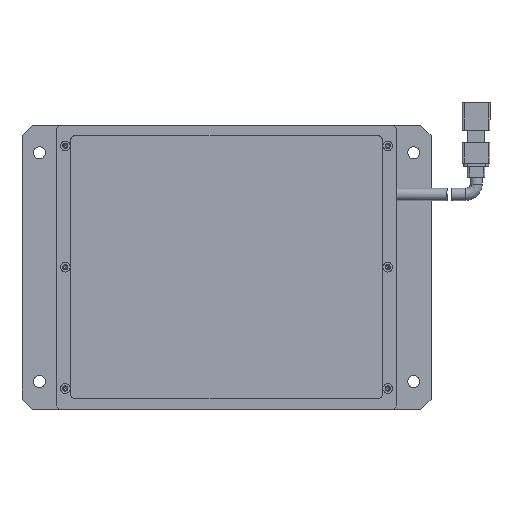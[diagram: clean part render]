
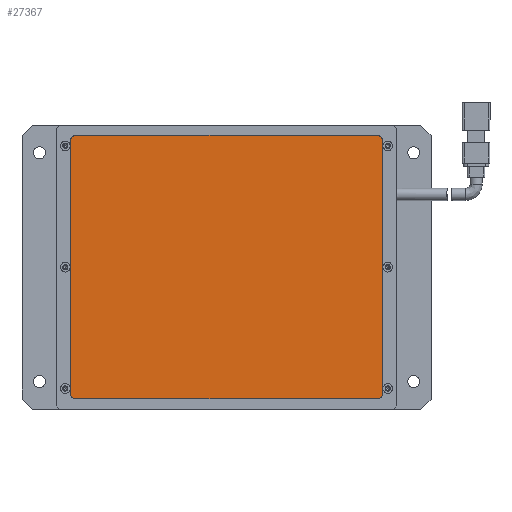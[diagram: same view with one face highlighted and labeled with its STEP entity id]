
A CAD part, top view. The second image highlights one B-rep face of the part: STEP entity #27367.
In plain terms, the highlighted planar face has unit normal (0, 0, 1).
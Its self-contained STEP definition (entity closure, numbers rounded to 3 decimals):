
#440 = DIRECTION ( 'NONE',  ( 1., 0., 0. ) ) ;
#640 = ORIENTED_EDGE ( 'NONE', *, *, #30933, .T. ) ;
#1614 = VERTEX_POINT ( 'NONE', #37701 ) ;
#2921 = VERTEX_POINT ( 'NONE', #45784 ) ;
#3877 = AXIS2_PLACEMENT_3D ( 'NONE', #14098, #42894, #18238 ) ;
#4276 = CARTESIAN_POINT ( 'NONE',  ( 52.502, -31.647, 16.1 ) ) ;
#5302 = CIRCLE ( 'NONE', #28404, 1.5 ) ;
#5367 = VECTOR ( 'NONE', #6930, 1000. ) ;
#5942 = VERTEX_POINT ( 'NONE', #37496 ) ;
#6045 = VECTOR ( 'NONE', #44715, 1000. ) ;
#6930 = DIRECTION ( 'NONE',  ( 0., 1., 0. ) ) ;
#7614 = CARTESIAN_POINT ( 'NONE',  ( 52.502, 42.853, 16.1 ) ) ;
#8160 = EDGE_LOOP ( 'NONE', ( #20034, #47260, #21545, #26127, #640, #10425, #18459, #16140 ) ) ;
#8412 = DIRECTION ( 'NONE',  ( 1., 0., 0. ) ) ;
#8807 = CARTESIAN_POINT ( 'NONE',  ( 52.502, -33.147, 16.1 ) ) ;
#8825 = CARTESIAN_POINT ( 'NONE',  ( 54.002, -31.647, 16.1 ) ) ;
#8915 = CARTESIAN_POINT ( 'NONE',  ( -35.998, 41.353, 16.1 ) ) ;
#9939 = LINE ( 'NONE', #7614, #6045 ) ;
#10425 = ORIENTED_EDGE ( 'NONE', *, *, #33855, .T. ) ;
#10555 = DIRECTION ( 'NONE',  ( 0., -1., 0. ) ) ;
#10886 = VERTEX_POINT ( 'NONE', #8915 ) ;
#14098 = CARTESIAN_POINT ( 'NONE',  ( -34.498, -31.647, 16.1 ) ) ;
#14876 = CARTESIAN_POINT ( 'NONE',  ( -35.998, 41.353, 16.1 ) ) ;
#15711 = CIRCLE ( 'NONE', #25661, 1.5 ) ;
#16140 = ORIENTED_EDGE ( 'NONE', *, *, #39338, .T. ) ;
#17671 = LINE ( 'NONE', #27441, #5367 ) ;
#18238 = DIRECTION ( 'NONE',  ( 1., 0., 0. ) ) ;
#18459 = ORIENTED_EDGE ( 'NONE', *, *, #25394, .T. ) ;
#19294 = DIRECTION ( 'NONE',  ( 0., 0., 1. ) ) ;
#20034 = ORIENTED_EDGE ( 'NONE', *, *, #34668, .T. ) ;
#21114 = DIRECTION ( 'NONE',  ( 0., 0., 1. ) ) ;
#21545 = ORIENTED_EDGE ( 'NONE', *, *, #35841, .T. ) ;
#21770 = VECTOR ( 'NONE', #10555, 1000. ) ;
#22150 = VERTEX_POINT ( 'NONE', #22666 ) ;
#22666 = CARTESIAN_POINT ( 'NONE',  ( -34.498, 42.853, 16.1 ) ) ;
#23074 = LINE ( 'NONE', #14876, #21770 ) ;
#23940 = CARTESIAN_POINT ( 'NONE',  ( -34.498, -33.147, 16.1 ) ) ;
#25105 = DIRECTION ( 'NONE',  ( 0., 0., 1. ) ) ;
#25394 = EDGE_CURVE ( 'NONE', #2921, #5942, #49027, .T. ) ;
#25661 = AXIS2_PLACEMENT_3D ( 'NONE', #45790, #21114, #49941 ) ;
#26127 = ORIENTED_EDGE ( 'NONE', *, *, #30432, .T. ) ;
#27367 = ADVANCED_FACE ( 'NONE', ( #31870 ), #32791, .T. ) ;
#27441 = CARTESIAN_POINT ( 'NONE',  ( 54.002, -31.647, 16.1 ) ) ;
#28159 = AXIS2_PLACEMENT_3D ( 'NONE', #4276, #33142, #8412 ) ;
#28404 = AXIS2_PLACEMENT_3D ( 'NONE', #43952, #19294, #48064 ) ;
#28531 = LINE ( 'NONE', #23940, #50475 ) ;
#29556 = CARTESIAN_POINT ( 'NONE',  ( 54.002, 41.353, 16.1 ) ) ;
#30432 = EDGE_CURVE ( 'NONE', #1614, #22150, #9939, .T. ) ;
#30915 = CIRCLE ( 'NONE', #39601, 1.5 ) ;
#30933 = EDGE_CURVE ( 'NONE', #22150, #10886, #5302, .T. ) ;
#31870 = FACE_OUTER_BOUND ( 'NONE', #8160, .T. ) ;
#32281 = DIRECTION ( 'NONE',  ( 1., 0., 0. ) ) ;
#32791 = PLANE ( 'NONE',  #28159 ) ;
#33142 = DIRECTION ( 'NONE',  ( 0., 0., 1. ) ) ;
#33855 = EDGE_CURVE ( 'NONE', #10886, #2921, #23074, .T. ) ;
#34668 = EDGE_CURVE ( 'NONE', #35289, #50225, #15711, .T. ) ;
#35289 = VERTEX_POINT ( 'NONE', #8807 ) ;
#35841 = EDGE_CURVE ( 'NONE', #42036, #1614, #30915, .T. ) ;
#37496 = CARTESIAN_POINT ( 'NONE',  ( -34.498, -33.147, 16.1 ) ) ;
#37701 = CARTESIAN_POINT ( 'NONE',  ( 52.502, 42.853, 16.1 ) ) ;
#39338 = EDGE_CURVE ( 'NONE', #5942, #35289, #28531, .T. ) ;
#39601 = AXIS2_PLACEMENT_3D ( 'NONE', #49803, #25105, #440 ) ;
#42036 = VERTEX_POINT ( 'NONE', #29556 ) ;
#42894 = DIRECTION ( 'NONE',  ( 0., 0., 1. ) ) ;
#43952 = CARTESIAN_POINT ( 'NONE',  ( -34.498, 41.353, 16.1 ) ) ;
#44715 = DIRECTION ( 'NONE',  ( -1., 0., 0. ) ) ;
#45784 = CARTESIAN_POINT ( 'NONE',  ( -35.998, -31.647, 16.1 ) ) ;
#45790 = CARTESIAN_POINT ( 'NONE',  ( 52.502, -31.647, 16.1 ) ) ;
#46126 = EDGE_CURVE ( 'NONE', #50225, #42036, #17671, .T. ) ;
#47260 = ORIENTED_EDGE ( 'NONE', *, *, #46126, .T. ) ;
#48064 = DIRECTION ( 'NONE',  ( 1., 0., 0. ) ) ;
#49027 = CIRCLE ( 'NONE', #3877, 1.5 ) ;
#49803 = CARTESIAN_POINT ( 'NONE',  ( 52.502, 41.353, 16.1 ) ) ;
#49941 = DIRECTION ( 'NONE',  ( 1., 0., 0. ) ) ;
#50225 = VERTEX_POINT ( 'NONE', #8825 ) ;
#50475 = VECTOR ( 'NONE', #32281, 1000. ) ;
